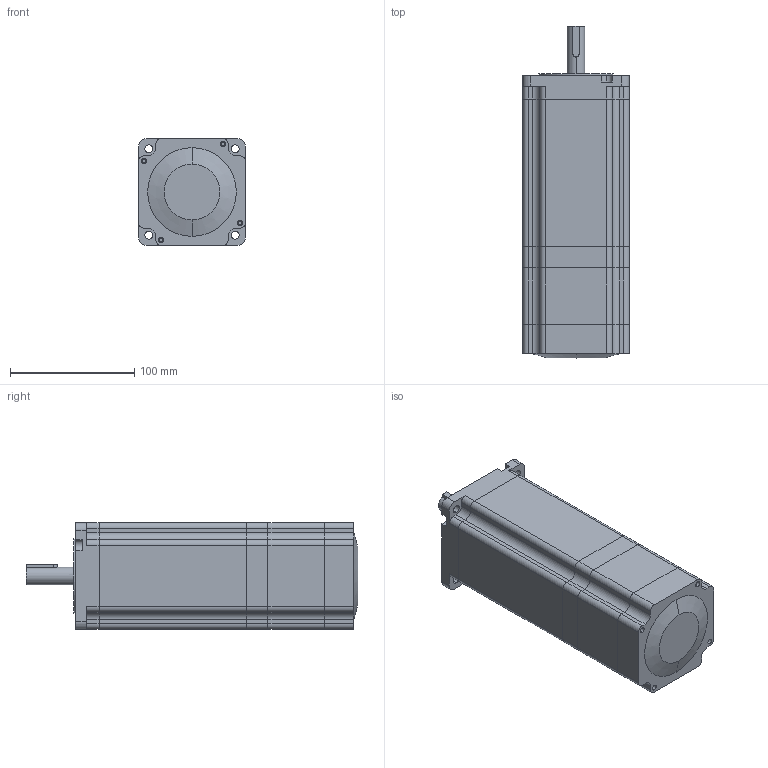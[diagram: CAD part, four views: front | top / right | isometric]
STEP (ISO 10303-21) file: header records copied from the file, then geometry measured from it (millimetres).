
FILE_DESCRIPTION (( 'STEP AP214' ), '1' );
FILE_NAME ('86AM120ED-Z2（86HSM155D-K1440-BZ）.STEP', '2020-11-19T05:24:49', ( 'wimxt.com' ), ( 'wimxt.com' ), 'SwSTEP 2.0', 'SolidWorks 2014', '' );
FILE_SCHEMA (( 'AUTOMOTIVE_DESIGN' ));
Length unit declared in the file: millimetre
Products named in the file (7): 86-119隅赽; 86AM120ED-Z2（86HSM155D-K1440-BZ）; 86A8EC-Z瑩; 86A8EC-Z傷裔; 86A8EC-Z綴欶; 86A8EC-Z价陬; 86A8EC-Z綴傷裔
Assembly tree (6 placements, depth 2):
  86AM120ED-Z2（86HSM155D-K1440-BZ）
    86-119隅赽
    86A8EC-Z綴傷裔
    86A8EC-Z价陬
    86A8EC-Z綴欶
    86A8EC-Z傷裔
    86A8EC-Z瑩
Bounding box: 86 x 267.4 x 86 mm (x, y, z)
Volume: 600981.4 mm3; surface area: 184464.3 mm2
Topology: 6 solids, 6 shells, 307 faces, 820 edges, 547 vertices
Faces by surface type: cylinder 172, plane 133, cone 2
Entity records: 10102 total; most frequent: DIRECTION 1800, CARTESIAN_POINT 1721, ORIENTED_EDGE 1640, EDGE_CURVE 820, AXIS2_PLACEMENT_3D 668, VERTEX_POINT 547, VECTOR 464, LINE 464
